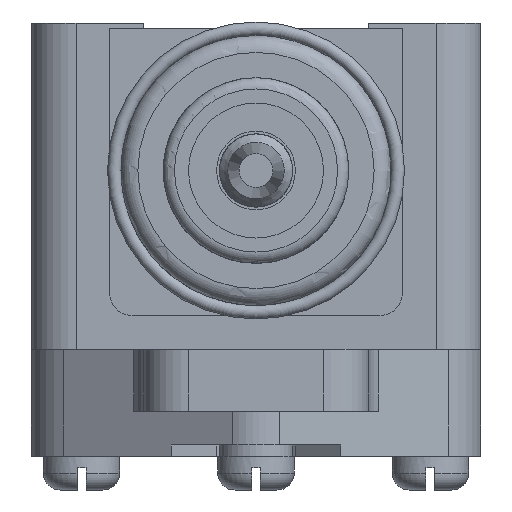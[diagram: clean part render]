
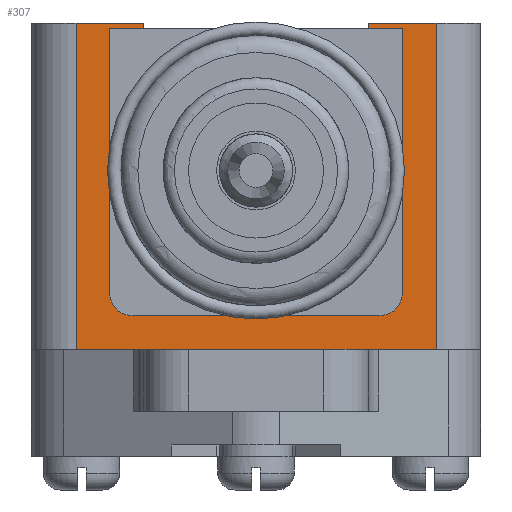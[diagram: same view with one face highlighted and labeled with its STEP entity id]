
A CAD part, front view. The second image highlights one B-rep face of the part: STEP entity #307.
In plain terms, the highlighted face is planar.
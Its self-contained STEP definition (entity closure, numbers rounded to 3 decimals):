
#307=ADVANCED_FACE('',(#2523),#2525,.T.);
#2523=FACE_BOUND('',#2524,.T.);
#2524=EDGE_LOOP('',(#13483,#13484,#13485,#13486,#13487,#13488,#13489,#13490,#13491,
#13492,#13493,#13494,#13495,#13496));
#2525=PLANE('',#2526);
#2526=AXIS2_PLACEMENT_3D('',#2527,#2528,#2529);
#2527=CARTESIAN_POINT('',(16.,0.,-34.));
#2528=DIRECTION('',(0.,0.,-1.));
#2529=DIRECTION('',(-1.,0.,0.));
#13483=ORIENTED_EDGE('',*,*,#15162,.F.);
#13484=ORIENTED_EDGE('',*,*,#15276,.T.);
#13485=ORIENTED_EDGE('',*,*,#15255,.F.);
#13486=ORIENTED_EDGE('',*,*,#15277,.F.);
#13487=ORIENTED_EDGE('',*,*,#15233,.T.);
#13488=ORIENTED_EDGE('',*,*,#15278,.T.);
#13489=ORIENTED_EDGE('',*,*,#15279,.F.);
#13490=ORIENTED_EDGE('',*,*,#15280,.F.);
#13491=ORIENTED_EDGE('',*,*,#15281,.F.);
#13492=ORIENTED_EDGE('',*,*,#15282,.F.);
#13493=ORIENTED_EDGE('',*,*,#15229,.T.);
#13494=ORIENTED_EDGE('',*,*,#15283,.T.);
#13495=ORIENTED_EDGE('',*,*,#15259,.F.);
#13496=ORIENTED_EDGE('',*,*,#15284,.T.);
#15162=EDGE_CURVE('',#16354,#16356,#16357,.T.);
#15229=EDGE_CURVE('',#16472,#16470,#16473,.T.);
#15233=EDGE_CURVE('',#16480,#16478,#16481,.T.);
#15255=EDGE_CURVE('',#16512,#16514,#16515,.T.);
#15259=EDGE_CURVE('',#16519,#16521,#16522,.T.);
#15276=EDGE_CURVE('',#16354,#16514,#16552,.T.);
#15277=EDGE_CURVE('',#16480,#16512,#16553,.T.);
#15278=EDGE_CURVE('',#16478,#16554,#16555,.T.);
#15279=EDGE_CURVE('',#16556,#16554,#16557,.T.);
#15280=EDGE_CURVE('',#16558,#16556,#16559,.T.);
#15281=EDGE_CURVE('',#16560,#16558,#16561,.T.);
#15282=EDGE_CURVE('',#16472,#16560,#16562,.T.);
#15283=EDGE_CURVE('',#16470,#16521,#16563,.T.);
#15284=EDGE_CURVE('',#16519,#16356,#16564,.T.);
#16354=VERTEX_POINT('',#18988);
#16356=VERTEX_POINT('',#18993);
#16357=LINE('',#18994,#18995);
#16470=VERTEX_POINT('',#19256);
#16472=VERTEX_POINT('',#19260);
#16473=LINE('',#19261,#19262);
#16478=VERTEX_POINT('',#19272);
#16480=VERTEX_POINT('',#19276);
#16481=LINE('',#19277,#19278);
#16512=VERTEX_POINT('',#19353);
#16514=VERTEX_POINT('',#19357);
#16515=LINE('',#19358,#19359);
#16519=VERTEX_POINT('',#19370);
#16521=VERTEX_POINT('',#19375);
#16522=LINE('',#19376,#19377);
#16552=LINE('',#19854,#19855);
#16553=LINE('',#19857,#19858);
#16554=VERTEX_POINT('',#19860);
#16555=LINE('',#19861,#19862);
#16556=VERTEX_POINT('',#19864);
#16557=CIRCLE('',#19865,2.);
#16558=VERTEX_POINT('',#19869);
#16559=LINE('',#19870,#19871);
#16560=VERTEX_POINT('',#19873);
#16561=CIRCLE('',#19874,2.);
#16562=LINE('',#19878,#19879);
#16563=LINE('',#19881,#19882);
#16564=LINE('',#19884,#19885);
#18988=CARTESIAN_POINT('',(16.,28.5,-34.));
#18993=CARTESIAN_POINT('',(-16.,28.5,-34.));
#18994=CARTESIAN_POINT('',(16.,28.5,-34.));
#18995=VECTOR('',#18996,1.);
#18996=DIRECTION('',(-1.,0.,0.));
#19256=CARTESIAN_POINT('',(-10.,0.,-34.));
#19260=CARTESIAN_POINT('',(-13.,0.,-34.));
#19261=CARTESIAN_POINT('',(-13.,0.,-34.));
#19262=VECTOR('',#19263,1.);
#19263=DIRECTION('',(1.,0.,0.));
#19272=CARTESIAN_POINT('',(13.,0.,-34.));
#19276=CARTESIAN_POINT('',(10.,0.,-34.));
#19277=CARTESIAN_POINT('',(10.,0.,-34.));
#19278=VECTOR('',#19279,1.);
#19279=DIRECTION('',(1.,0.,0.));
#19353=CARTESIAN_POINT('',(10.,-0.5,-34.));
#19357=CARTESIAN_POINT('',(16.,-0.5,-34.));
#19358=CARTESIAN_POINT('',(10.,-0.5,-34.));
#19359=VECTOR('',#19360,1.);
#19360=DIRECTION('',(1.,0.,0.));
#19370=CARTESIAN_POINT('',(-16.,-0.5,-34.));
#19375=CARTESIAN_POINT('',(-10.,-0.5,-34.));
#19376=CARTESIAN_POINT('',(-16.,-0.5,-34.));
#19377=VECTOR('',#19378,1.);
#19378=DIRECTION('',(1.,0.,0.));
#19854=CARTESIAN_POINT('',(16.,28.5,-34.));
#19855=VECTOR('',#19856,1.);
#19856=DIRECTION('',(0.,-1.,0.));
#19857=CARTESIAN_POINT('',(10.,0.,-34.));
#19858=VECTOR('',#19859,1.);
#19859=DIRECTION('',(0.,-1.,0.));
#19860=CARTESIAN_POINT('',(13.,23.5,-34.));
#19861=CARTESIAN_POINT('',(13.,0.,-34.));
#19862=VECTOR('',#19863,1.);
#19863=DIRECTION('',(0.,1.,0.));
#19864=CARTESIAN_POINT('',(11.,25.5,-34.));
#19865=AXIS2_PLACEMENT_3D('',#19866,#19867,#19868);
#19866=CARTESIAN_POINT('',(11.,23.5,-34.));
#19867=DIRECTION('',(0.,0.,-1.));
#19868=DIRECTION('',(0.,1.,0.));
#19869=CARTESIAN_POINT('',(-11.,25.5,-34.));
#19870=CARTESIAN_POINT('',(-11.,25.5,-34.));
#19871=VECTOR('',#19872,1.);
#19872=DIRECTION('',(1.,0.,0.));
#19873=CARTESIAN_POINT('',(-13.,23.5,-34.));
#19874=AXIS2_PLACEMENT_3D('',#19875,#19876,#19877);
#19875=CARTESIAN_POINT('',(-11.,23.5,-34.));
#19876=DIRECTION('',(0.,0.,-1.));
#19877=DIRECTION('',(-1.,0.,0.));
#19878=CARTESIAN_POINT('',(-13.,0.,-34.));
#19879=VECTOR('',#19880,1.);
#19880=DIRECTION('',(0.,1.,0.));
#19881=CARTESIAN_POINT('',(-10.,0.,-34.));
#19882=VECTOR('',#19883,1.);
#19883=DIRECTION('',(0.,-1.,0.));
#19884=CARTESIAN_POINT('',(-16.,-0.5,-34.));
#19885=VECTOR('',#19886,1.);
#19886=DIRECTION('',(0.,1.,0.));
